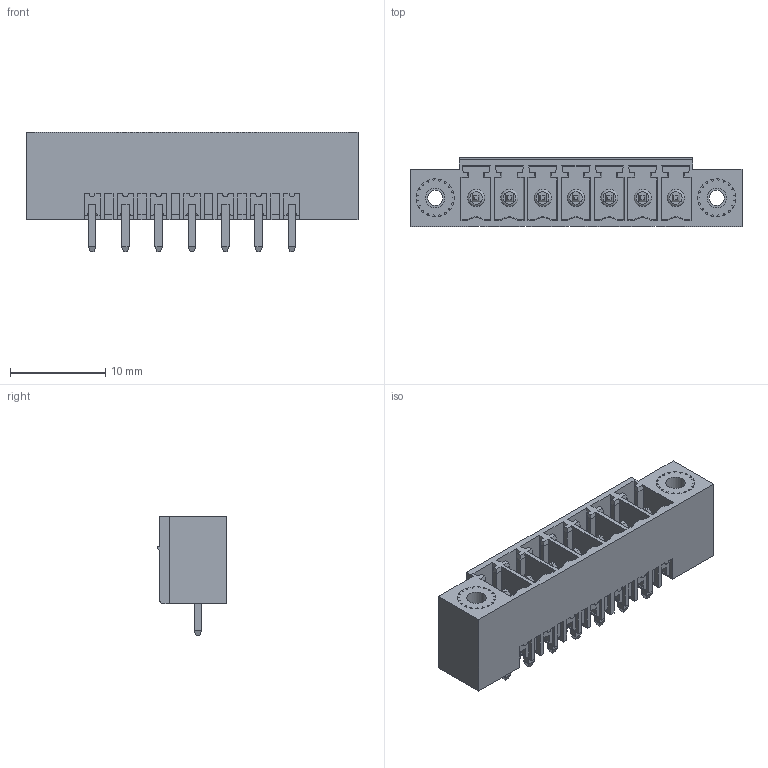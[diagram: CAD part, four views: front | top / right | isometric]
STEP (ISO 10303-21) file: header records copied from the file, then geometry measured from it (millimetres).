
FILE_DESCRIPTION(('STEP AP214'),'1');
FILE_NAME('PV07-3,5-V-K.stp','2018-11-29T12:03:23',(' '),(' '),'Spatial InterOp 3D',' ',' ');
FILE_SCHEMA(('AUTOMOTIVE_DESIGN { 1 0 10303 214 1 1 1 1 }'));
Length unit declared in the file: metre
Products named in the file (1): 1
Bounding box: 34.9 x 7.25 x 12.6 mm (x, y, z)
Volume: 1328.2 mm3; surface area: 2672.6 mm2
Topology: 1 solids, 1 shells, 636 faces, 1597 edges, 1024 vertices
Faces by surface type: plane 558, cylinder 64, cone 7, torus 7
Full cylindrical faces by diameter (mm): 1.6 x2, 1.8 x7, 2.05 x2
Entity records: 23525 total; most frequent: CARTESIAN_POINT 3260, ORIENTED_EDGE 3136, DIRECTION 2970, EDGE_CURVE 1568, LINE 1412, VECTOR 1412, VERTEX_POINT 1013, AXIS2_PLACEMENT_3D 779
